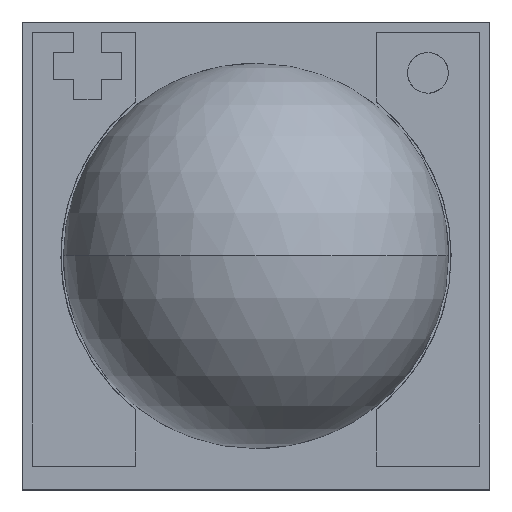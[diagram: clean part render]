
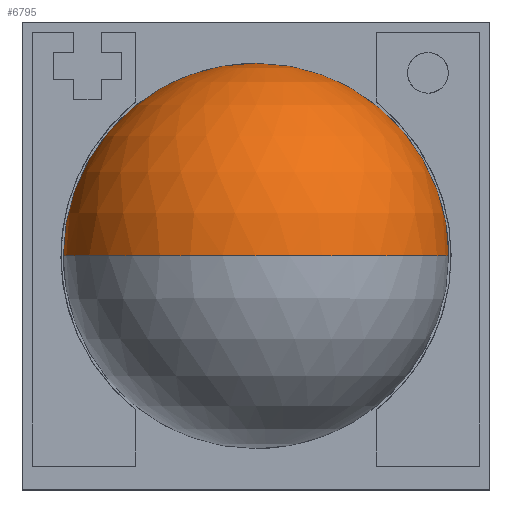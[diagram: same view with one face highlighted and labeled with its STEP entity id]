
A CAD part, top view. The second image highlights one B-rep face of the part: STEP entity #6795.
In plain terms, the highlighted spherical face has radius 1.42 mm.
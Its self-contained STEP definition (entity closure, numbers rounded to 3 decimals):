
#1777 = DIRECTION ( 'NONE',  ( 1., 0., 0. ) ) ;
#1782 = CARTESIAN_POINT ( 'NONE',  ( -4491.618, 1990.754, 0.58 ) ) ;
#1790 = DIRECTION ( 'NONE',  ( 0., 1., 0. ) ) ;
#2323 = DIRECTION ( 'NONE',  ( 0., 1., 0. ) ) ;
#2333 = CARTESIAN_POINT ( 'NONE',  ( -4491.618, 1990.754, 0.58 ) ) ;
#2349 = DIRECTION ( 'NONE',  ( -1., 0., 0. ) ) ;
#2421 = DIRECTION ( 'NONE',  ( 0., 1., 0. ) ) ;
#2422 = DIRECTION ( 'NONE',  ( 0., 0., 1. ) ) ;
#2425 = CARTESIAN_POINT ( 'NONE',  ( -4491.618, 1990.754, 0.58 ) ) ;
#2440 = CARTESIAN_POINT ( 'NONE',  ( -4491.618, 1990.754, 0.58 ) ) ;
#2442 = DIRECTION ( 'NONE',  ( 0., 0., 1. ) ) ;
#2449 = DIRECTION ( 'NONE',  ( 1., 0., 0. ) ) ;
#3850 = AXIS2_PLACEMENT_3D ( 'NONE', #2333, #2323, #2349 ) ;
#3860 = AXIS2_PLACEMENT_3D ( 'NONE', #2425, #2421, #2422 ) ;
#3880 = AXIS2_PLACEMENT_3D ( 'NONE', #2440, #2442, #2449 ) ;
#3898 = FACE_OUTER_BOUND ( 'NONE', #5864, .T. ) ;
#3905 = SPHERICAL_SURFACE ( 'NONE', #3912, 1.42 ) ;
#3912 = AXIS2_PLACEMENT_3D ( 'NONE', #1782, #1790, #1777 ) ;
#5058 = CARTESIAN_POINT ( 'NONE',  ( -4493.038, 1990.754, 0.58 ) ) ;
#5060 = CARTESIAN_POINT ( 'NONE',  ( -4491.618, 1990.754, 2. ) ) ;
#5064 = CARTESIAN_POINT ( 'NONE',  ( -4490.198, 1990.754, 0.58 ) ) ;
#5327 = ORIENTED_EDGE ( 'NONE', *, *, #6784, .T. ) ;
#5330 = ORIENTED_EDGE ( 'NONE', *, *, #6779, .T. ) ;
#5331 = ORIENTED_EDGE ( 'NONE', *, *, #6760, .T. ) ;
#5864 = EDGE_LOOP ( 'NONE', ( #5330, #5331, #5327 ) ) ;
#6424 = VERTEX_POINT ( 'NONE', #5064 ) ;
#6434 = VERTEX_POINT ( 'NONE', #5058 ) ;
#6438 = VERTEX_POINT ( 'NONE', #5060 ) ;
#6760 = EDGE_CURVE ( 'NONE', #6438, #6424, #7424, .T. ) ;
#6779 = EDGE_CURVE ( 'NONE', #6434, #6438, #7436, .T. ) ;
#6784 = EDGE_CURVE ( 'NONE', #6424, #6434, #7437, .T. ) ;
#6795 = ADVANCED_FACE ( 'NONE', ( #3898 ), #3905, .T. ) ;
#7424 = CIRCLE ( 'NONE', #3850, 1.42 ) ;
#7436 = CIRCLE ( 'NONE', #3860, 1.42 ) ;
#7437 = CIRCLE ( 'NONE', #3880, 1.42 ) ;
